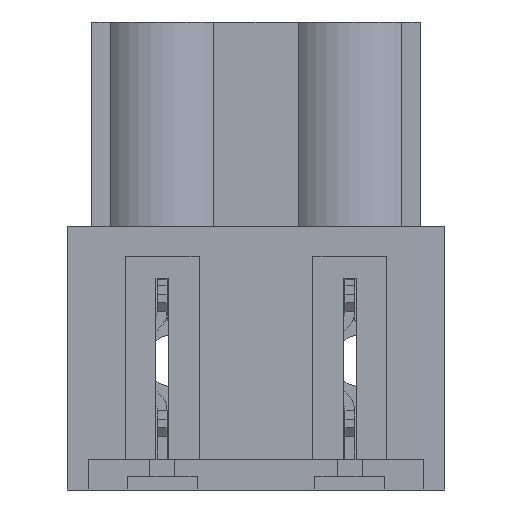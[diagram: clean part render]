
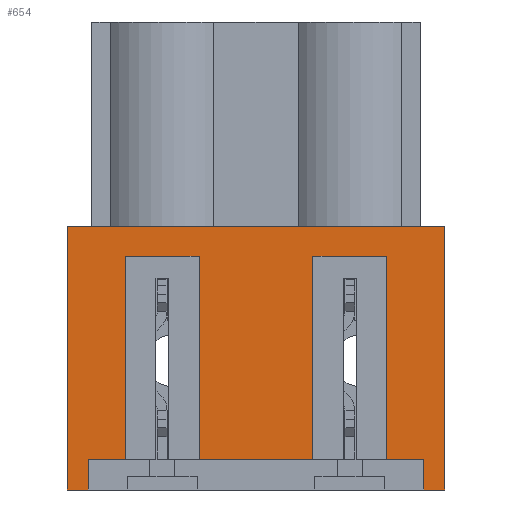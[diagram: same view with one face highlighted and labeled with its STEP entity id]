
A CAD part, front view. The second image highlights one B-rep face of the part: STEP entity #654.
In plain terms, the highlighted planar face has unit normal (0, -1, 0).
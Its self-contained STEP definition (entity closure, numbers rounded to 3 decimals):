
#654 = ADVANCED_FACE( '', ( #1339 ), #1340, .T. );
#1339 = FACE_OUTER_BOUND( '', #2065, .T. );
#1340 = PLANE( '', #2066 );
#2065 = EDGE_LOOP( '', ( #3808, #3809, #3810, #3811, #3812, #3813, #3814, #3815, #3816, #3817, #3818, #3819, #3820, #3821, #3822, #3823 ) );
#2066 = AXIS2_PLACEMENT_3D( '', #3824, #3825, #3826 );
#3808 = ORIENTED_EDGE( '', *, *, #4962, .T. );
#3809 = ORIENTED_EDGE( '', *, *, #5209, .T. );
#3810 = ORIENTED_EDGE( '', *, *, #5210, .F. );
#3811 = ORIENTED_EDGE( '', *, *, #4675, .F. );
#3812 = ORIENTED_EDGE( '', *, *, #5211, .T. );
#3813 = ORIENTED_EDGE( '', *, *, #5116, .F. );
#3814 = ORIENTED_EDGE( '', *, *, #5212, .F. );
#3815 = ORIENTED_EDGE( '', *, *, #5213, .F. );
#3816 = ORIENTED_EDGE( '', *, *, #5054, .T. );
#3817 = ORIENTED_EDGE( '', *, *, #4895, .F. );
#3818 = ORIENTED_EDGE( '', *, *, #4988, .F. );
#3819 = ORIENTED_EDGE( '', *, *, #5140, .F. );
#3820 = ORIENTED_EDGE( '', *, *, #5179, .T. );
#3821 = ORIENTED_EDGE( '', *, *, #5167, .F. );
#3822 = ORIENTED_EDGE( '', *, *, #4967, .F. );
#3823 = ORIENTED_EDGE( '', *, *, #5214, .F. );
#3824 = CARTESIAN_POINT( '', ( 6.67, -4.25, -10.7 ) );
#3825 = DIRECTION( '', ( 0., -1., 0. ) );
#3826 = DIRECTION( '', ( 0., 0., -1. ) );
#4675 = EDGE_CURVE( '', #5701, #5702, #5703, .T. );
#4895 = EDGE_CURVE( '', #6053, #6054, #6055, .T. );
#4962 = EDGE_CURVE( '', #6149, #6147, #6150, .T. );
#4967 = EDGE_CURVE( '', #6157, #6158, #6159, .T. );
#4988 = EDGE_CURVE( '', #6188, #6053, #6189, .T. );
#5054 = EDGE_CURVE( '', #6281, #6054, #6282, .T. );
#5116 = EDGE_CURVE( '', #6360, #6362, #6363, .T. );
#5140 = EDGE_CURVE( '', #6393, #6188, #6395, .T. );
#5167 = EDGE_CURVE( '', #6158, #6428, #6429, .T. );
#5179 = EDGE_CURVE( '', #6393, #6428, #6442, .T. );
#5209 = EDGE_CURVE( '', #6147, #6474, #6475, .T. );
#5210 = EDGE_CURVE( '', #5702, #6474, #6476, .T. );
#5211 = EDGE_CURVE( '', #5701, #6362, #6477, .T. );
#5212 = EDGE_CURVE( '', #6478, #6360, #6479, .T. );
#5213 = EDGE_CURVE( '', #6281, #6478, #6480, .T. );
#5214 = EDGE_CURVE( '', #6149, #6157, #6481, .T. );
#5701 = VERTEX_POINT( '', #7166 );
#5702 = VERTEX_POINT( '', #7167 );
#5703 = LINE( '', #7168, #7169 );
#6053 = VERTEX_POINT( '', #7677 );
#6054 = VERTEX_POINT( '', #7678 );
#6055 = LINE( '', #7679, #7680 );
#6147 = VERTEX_POINT( '', #7816 );
#6149 = VERTEX_POINT( '', #7819 );
#6150 = LINE( '', #7820, #7821 );
#6157 = VERTEX_POINT( '', #7831 );
#6158 = VERTEX_POINT( '', #7832 );
#6159 = LINE( '', #7833, #7834 );
#6188 = VERTEX_POINT( '', #7871 );
#6189 = LINE( '', #7872, #7873 );
#6281 = VERTEX_POINT( '', #8010 );
#6282 = LINE( '', #8011, #8012 );
#6360 = VERTEX_POINT( '', #8130 );
#6362 = VERTEX_POINT( '', #8133 );
#6363 = LINE( '', #8134, #8135 );
#6393 = VERTEX_POINT( '', #8180 );
#6395 = LINE( '', #8183, #8184 );
#6428 = VERTEX_POINT( '', #8228 );
#6429 = LINE( '', #8229, #8230 );
#6442 = LINE( '', #8249, #8250 );
#6474 = VERTEX_POINT( '', #8299 );
#6475 = LINE( '', #8300, #8301 );
#6476 = LINE( '', #8302, #8303 );
#6477 = LINE( '', #8304, #8305 );
#6478 = VERTEX_POINT( '', #8306 );
#6479 = LINE( '', #8307, #8308 );
#6480 = LINE( '', #8309, #8310 );
#6481 = LINE( '', #8311, #8312 );
#7166 = CARTESIAN_POINT( '', ( 7.67, -4.25, 0. ) );
#7167 = CARTESIAN_POINT( '', ( 7.67, -4.25, -10.7 ) );
#7168 = CARTESIAN_POINT( '', ( 7.67, -4.25, -8.9 ) );
#7169 = VECTOR( '', #8703, 1000. );
#7677 = CARTESIAN_POINT( '', ( -5.31, -4.25, -1.2 ) );
#7678 = CARTESIAN_POINT( '', ( -5.31, -4.25, -9.45 ) );
#7679 = CARTESIAN_POINT( '', ( -5.31, -4.25, -1.2 ) );
#7680 = VECTOR( '', #8938, 1000. );
#7816 = CARTESIAN_POINT( '', ( 6.82, -4.25, -9.45 ) );
#7819 = CARTESIAN_POINT( '', ( 5.31, -4.25, -9.45 ) );
#7820 = CARTESIAN_POINT( '', ( -6.82, -4.25, -9.45 ) );
#7821 = VECTOR( '', #8999, 1000. );
#7831 = CARTESIAN_POINT( '', ( 5.31, -4.25, -1.2 ) );
#7832 = CARTESIAN_POINT( '', ( 2.31, -4.25, -1.2 ) );
#7833 = CARTESIAN_POINT( '', ( 5.31, -4.25, -1.2 ) );
#7834 = VECTOR( '', #9003, 1000. );
#7871 = CARTESIAN_POINT( '', ( -2.31, -4.25, -1.2 ) );
#7872 = CARTESIAN_POINT( '', ( -2.31, -4.25, -1.2 ) );
#7873 = VECTOR( '', #9027, 1000. );
#8010 = CARTESIAN_POINT( '', ( -6.82, -4.25, -9.45 ) );
#8011 = CARTESIAN_POINT( '', ( -6.82, -4.25, -9.45 ) );
#8012 = VECTOR( '', #9085, 1000. );
#8130 = CARTESIAN_POINT( '', ( -7.67, -4.25, -10.7 ) );
#8133 = CARTESIAN_POINT( '', ( -7.67, -4.25, 0. ) );
#8134 = CARTESIAN_POINT( '', ( -7.67, -4.25, -10.7 ) );
#8135 = VECTOR( '', #9139, 1000. );
#8180 = CARTESIAN_POINT( '', ( -2.31, -4.25, -9.45 ) );
#8183 = CARTESIAN_POINT( '', ( -2.31, -4.25, -10.7 ) );
#8184 = VECTOR( '', #9156, 1000. );
#8228 = CARTESIAN_POINT( '', ( 2.31, -4.25, -9.45 ) );
#8229 = CARTESIAN_POINT( '', ( 2.31, -4.25, -1.2 ) );
#8230 = VECTOR( '', #9183, 1000. );
#8249 = CARTESIAN_POINT( '', ( -6.82, -4.25, -9.45 ) );
#8250 = VECTOR( '', #9193, 1000. );
#8299 = CARTESIAN_POINT( '', ( 6.82, -4.25, -10.7 ) );
#8300 = CARTESIAN_POINT( '', ( 6.82, -4.25, -9.45 ) );
#8301 = VECTOR( '', #9214, 1000. );
#8302 = CARTESIAN_POINT( '', ( 6.67, -4.25, -10.7 ) );
#8303 = VECTOR( '', #9215, 1000. );
#8304 = CARTESIAN_POINT( '', ( 6.67, -4.25, 0. ) );
#8305 = VECTOR( '', #9216, 1000. );
#8306 = CARTESIAN_POINT( '', ( -6.82, -4.25, -10.7 ) );
#8307 = CARTESIAN_POINT( '', ( 6.67, -4.25, -10.7 ) );
#8308 = VECTOR( '', #9217, 1000. );
#8309 = CARTESIAN_POINT( '', ( -6.82, -4.25, -9.45 ) );
#8310 = VECTOR( '', #9218, 1000. );
#8311 = CARTESIAN_POINT( '', ( 5.31, -4.25, -10.7 ) );
#8312 = VECTOR( '', #9219, 1000. );
#8703 = DIRECTION( '', ( 0., 0., -1. ) );
#8938 = DIRECTION( '', ( 0., 0., -1. ) );
#8999 = DIRECTION( '', ( 1., 0., 0. ) );
#9003 = DIRECTION( '', ( -1., 0., 0. ) );
#9027 = DIRECTION( '', ( -1., 0., 0. ) );
#9085 = DIRECTION( '', ( 1., 0., 0. ) );
#9139 = DIRECTION( '', ( 0., 0., 1. ) );
#9156 = DIRECTION( '', ( 0., 0., 1. ) );
#9183 = DIRECTION( '', ( 0., 0., -1. ) );
#9193 = DIRECTION( '', ( 1., 0., 0. ) );
#9214 = DIRECTION( '', ( 0., 0., -1. ) );
#9215 = DIRECTION( '', ( -1., 0., 0. ) );
#9216 = DIRECTION( '', ( -1., 0., 0. ) );
#9217 = DIRECTION( '', ( -1., 0., 0. ) );
#9218 = DIRECTION( '', ( 0., 0., -1. ) );
#9219 = DIRECTION( '', ( 0., 0., 1. ) );
